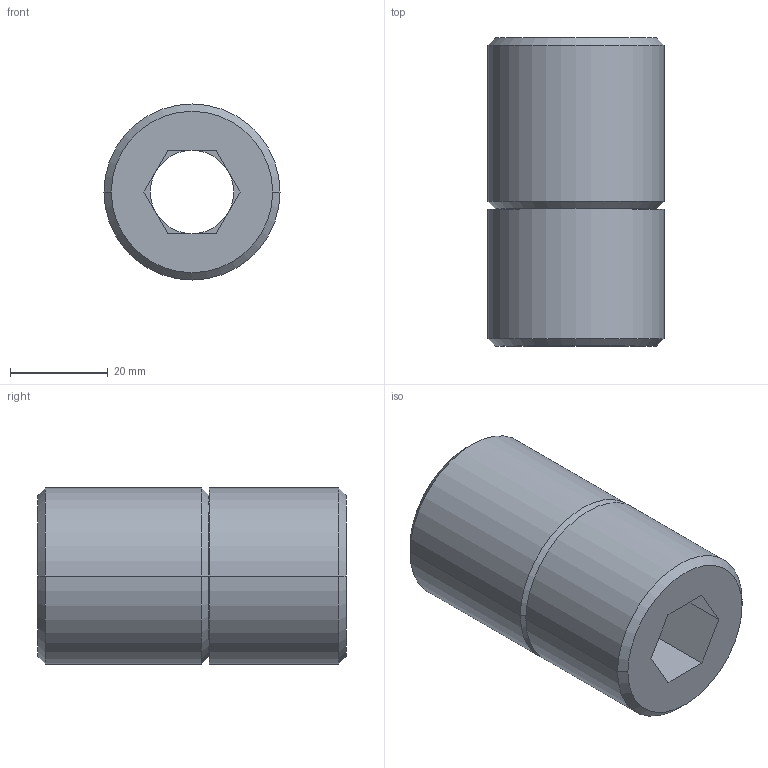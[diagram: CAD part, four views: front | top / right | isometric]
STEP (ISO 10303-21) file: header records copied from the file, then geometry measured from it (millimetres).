
FILE_DESCRIPTION((''),'2;1');
FILE_NAME('2RSHL036___BO0','2019-10-29T16:04:20',('kim.bk'),(''),'CREO PARAMETRIC BY PTC INC, 2019010','CREO PARAMETRIC BY PTC INC, 2019010','');
FILE_SCHEMA(('CONFIG_CONTROL_DESIGN'));
Length unit declared in the file: millimetre
Products named in the file (1): 2RSHL036___BO0
Bounding box: 36 x 63 x 36 mm (x, y, z)
Volume: 48539.7 mm3; surface area: 14435.3 mm2
Topology: 2 solids, 2 shells, 48 faces, 108 edges, 66 vertices
Faces by surface type: plane 30, cone 10, cylinder 8
Entity records: 1374 total; most frequent: DIRECTION 246, CARTESIAN_POINT 222, ORIENTED_EDGE 216, EDGE_CURVE 108, AXIS2_PLACEMENT_3D 90, VECTOR 66, LINE 66, VERTEX_POINT 66
